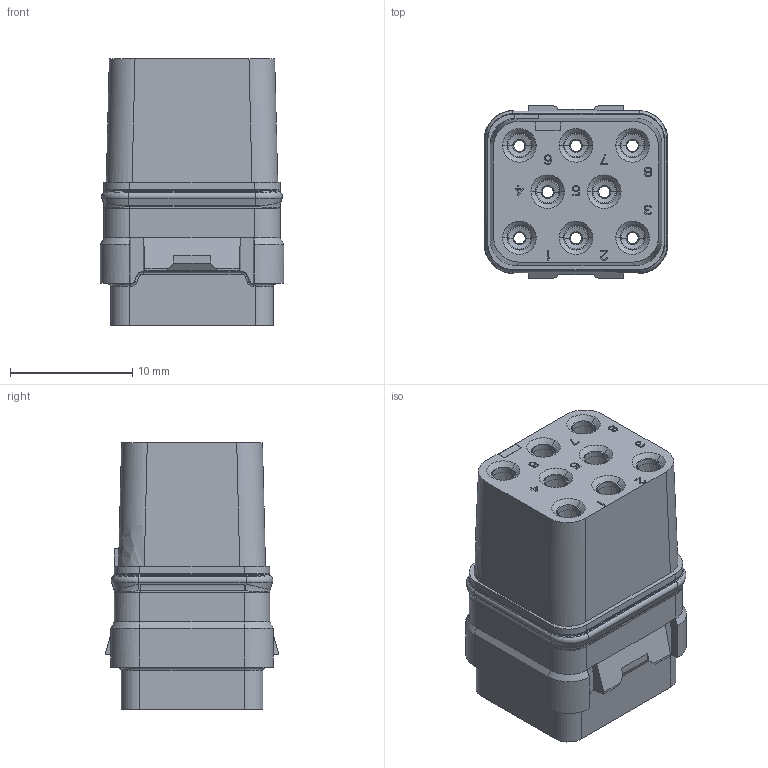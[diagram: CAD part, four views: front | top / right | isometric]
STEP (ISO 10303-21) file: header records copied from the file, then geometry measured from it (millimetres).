
FILE_DESCRIPTION((''),'2;1');
FILE_NAME('SIME0816SN','2019-12-10T',('presta_be4'),(''),'CREO PARAMETRIC BY PTC INC, 2018360','CREO PARAMETRIC BY PTC INC, 2018360','');
FILE_SCHEMA(('CONFIG_CONTROL_DESIGN'));
Products named in the file (1): SIME0816SN
Bounding box: 15 x 14.1 x 21.82 mm (x, y, z)
Volume: 2023.7 mm3; surface area: 4046 mm2
Topology: 1 solids, 1 shells, 1653 faces, 4294 edges, 2694 vertices
Faces by surface type: plane 927, cylinder 328, torus 206, cone 136, bspline 56
Entity records: 57425 total; most frequent: CARTESIAN_POINT 16654, ORIENTED_EDGE 8588, DIRECTION 8364, EDGE_CURVE 4294, VECTOR 2950, LINE 2950, AXIS2_PLACEMENT_3D 2707, VERTEX_POINT 2694
